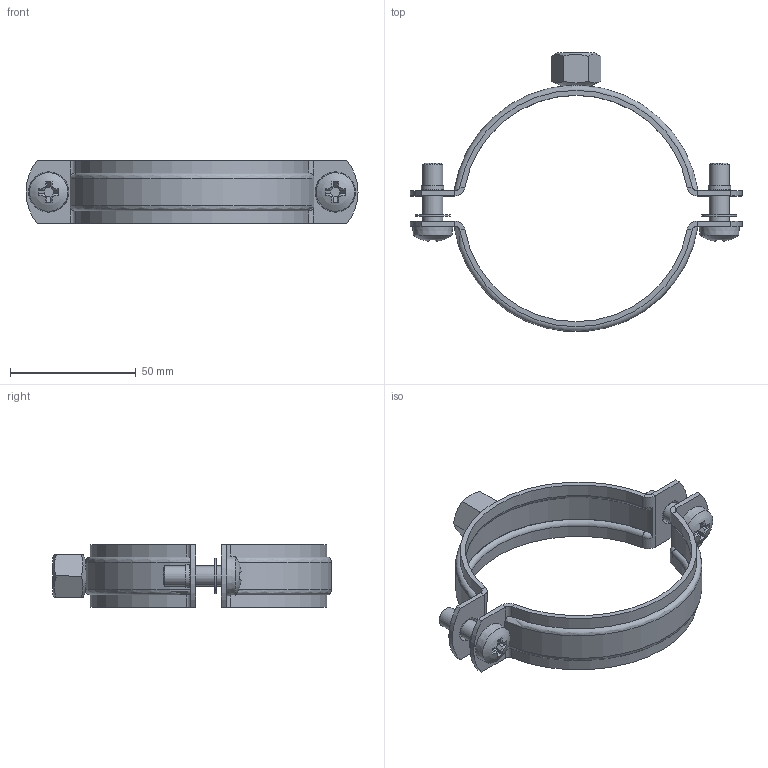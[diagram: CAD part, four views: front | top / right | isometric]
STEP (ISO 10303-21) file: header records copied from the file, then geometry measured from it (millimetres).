
FILE_DESCRIPTION((''),'2;1');
FILE_NAME('120086.stp','2010-11-18T09:53:37',('DMK009'),(''),'Autodesk Inventor 2011','Autodesk Inventor 2011','');
FILE_SCHEMA(('AUTOMOTIVE_DESIGN { 1 0 10303 214 1 1 1 1 }'));
Length unit declared in the file: millimetre
Products named in the file (1): 120086
Bounding box: 132 x 110.83 x 25 mm (x, y, z)
Volume: 24747.2 mm3; surface area: 23154.3 mm2
Topology: 1 solids, 1 shells, 185 faces, 455 edges, 287 vertices
Faces by surface type: plane 83, cylinder 44, cone 33, torus 22, sphere 3
Full cylindrical faces by diameter (mm): 7.375 x2, 8 x6, 8.5 x2, 8.647 x1, 9 x2, 14 x2
Entity records: 5511 total; most frequent: CARTESIAN_POINT 1291, DIRECTION 902, ORIENTED_EDGE 824, EDGE_CURVE 412, AXIS2_PLACEMENT_3D 378, VERTEX_POINT 276, EDGE_LOOP 234, FACE_OUTER_BOUND 185
